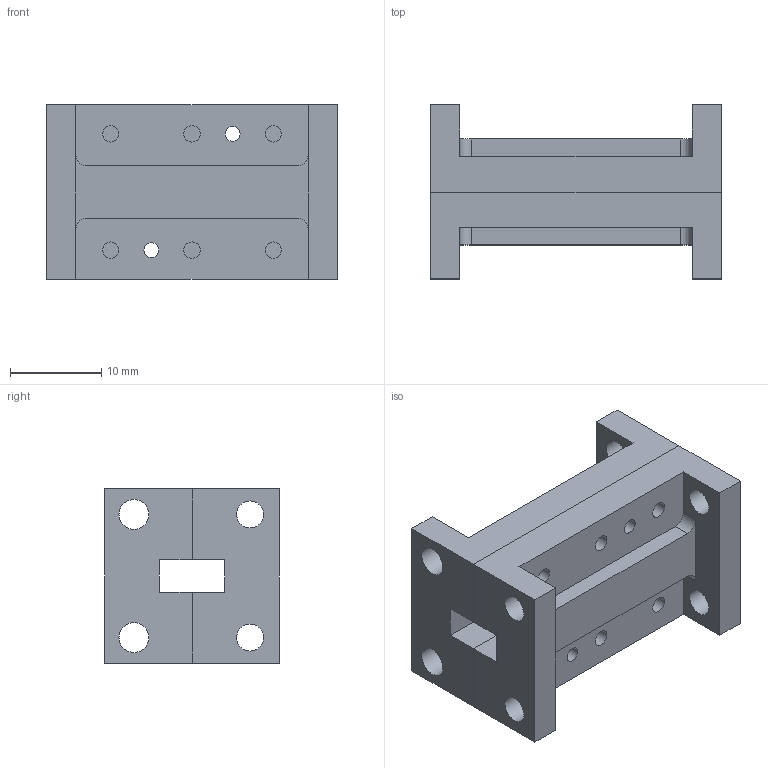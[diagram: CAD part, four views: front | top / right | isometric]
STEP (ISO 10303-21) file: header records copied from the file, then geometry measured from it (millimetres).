
FILE_DESCRIPTION(/* description */ (''),/* implementation_level */ '2;1');
FILE_NAME(/* name */ 'QM_Model_WR28_Filter_ 1p25_Assembly_2-21-2022.step',/* time_stamp */ '2022-02-21T20:27:53-08:00',/* author */ (''),/* organization */ (''),/* preprocessor_version */ 'ST-DEVELOPER v18.1',/* originating_system */ 'Autodesk Translation Framework v10.13.0.1454',/* authorisation */ '');
FILE_SCHEMA (('AUTOMOTIVE_DESIGN { 1 0 10303 214 3 1 1 }'));
Length unit declared in the file: inch
Products named in the file (4): QM_Model_WR28_Filter_ 1p25_Assembly_2-21-2022; 2-56 SHCS v1; I-Top_WR-28_1p25_Septum_Filter; QM-Bottom_WR-28_1p25_StepModel
Assembly tree (8 placements, depth 2):
  QM_Model_WR28_Filter_ 1p25_Assembly_2-21-2022
    2-56 SHCS v1  x6
    I-Top_WR-28_1p25_Septum_Filter
    QM-Bottom_WR-28_1p25_StepModel
Bounding box: 31.75 x 19.05 x 19.05 mm (x, y, z)
Volume: 5410.4 mm3; surface area: 5683.2 mm2
Topology: 8 solids, 8 shells, 152 faces, 354 edges, 236 vertices
Faces by surface type: plane 102, cylinder 50
Full cylindrical faces by diameter (mm): 1.626 x4, 1.783 x6, 2.184 x6, 2.261 x6, 2.946 x4, 3.277 x4, 3.556 x6, 4.775 x6
Entity records: 3060 total; most frequent: DIRECTION 522, CARTESIAN_POINT 494, ORIENTED_EDGE 468, EDGE_CURVE 234, AXIS2_PLACEMENT_3D 184, VERTEX_POINT 156, LINE 154, VECTOR 154
